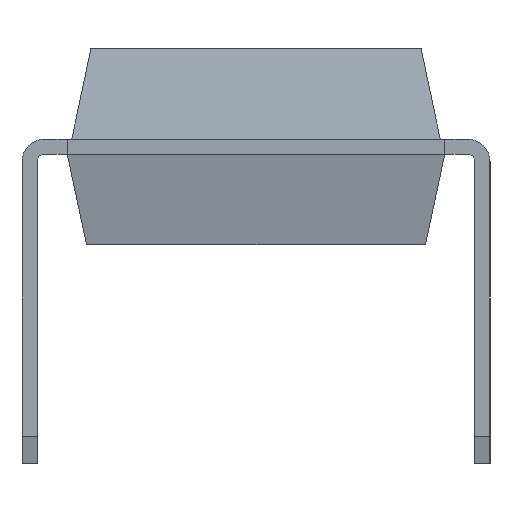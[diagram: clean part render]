
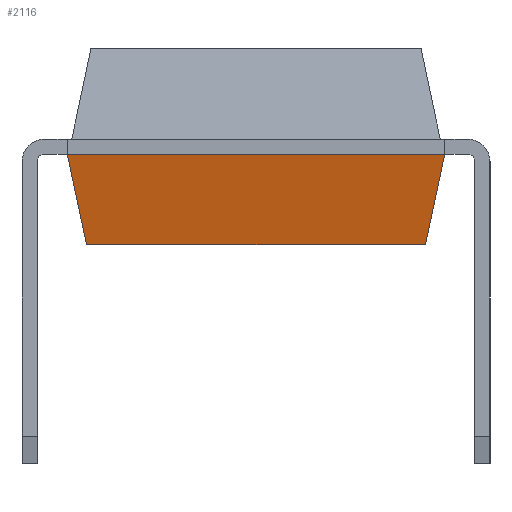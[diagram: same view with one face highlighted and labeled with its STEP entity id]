
A CAD part, front view. The second image highlights one B-rep face of the part: STEP entity #2116.
In plain terms, the highlighted free-form (B-spline) face has degree [1, 1] with [2, 2] control points.
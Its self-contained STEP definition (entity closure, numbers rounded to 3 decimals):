
#33 = VERTEX_POINT('',#34);
#34 = CARTESIAN_POINT('',(-20.377,-2.851,0.38));
#43 = PLANE('',#44);
#44 = AXIS2_PLACEMENT_3D('',#45,#46,#47);
#45 = CARTESIAN_POINT('',(-20.377,-2.851,0.38));
#46 = DIRECTION('',(0.,0.,-1.));
#47 = DIRECTION('',(0.99,0.139,0.));
#55 = B_SPLINE_SURFACE_WITH_KNOTS('',1,1,(
(#56,#57)
,(#58,#59
)),.UNSPECIFIED.,.F.,.F.,.F.,(2,2),(2,2),(0.,41.402),(0.,1.),
.PIECEWISE_BEZIER_KNOTS.);
#56 = CARTESIAN_POINT('',(-20.377,-2.851,0.38));
#57 = CARTESIAN_POINT('',(-20.701,-3.175,1.903));
#58 = CARTESIAN_POINT('',(20.377,-2.851,0.38));
#59 = CARTESIAN_POINT('',(20.701,-3.175,1.903));
#94 = VERTEX_POINT('',#95);
#95 = CARTESIAN_POINT('',(-20.377,2.851,0.38));
#109 = B_SPLINE_SURFACE_WITH_KNOTS('',1,1,(
(#110,#111)
,(#112,#113
)),.UNSPECIFIED.,.F.,.F.,.F.,(2,2),(2,2),(0.,41.402),(0.,1.),
.PIECEWISE_BEZIER_KNOTS.);
#110 = CARTESIAN_POINT('',(20.377,2.851,0.38));
#111 = CARTESIAN_POINT('',(20.701,3.175,1.903));
#112 = CARTESIAN_POINT('',(-20.377,2.851,0.38));
#113 = CARTESIAN_POINT('',(-20.701,3.175,1.903));
#120 = EDGE_CURVE('',#94,#33,#121,.T.);
#121 = SURFACE_CURVE('',#122,(#126,#133),.PCURVE_S1.);
#122 = LINE('',#123,#124);
#123 = CARTESIAN_POINT('',(-20.377,2.851,0.38));
#124 = VECTOR('',#125,1.);
#125 = DIRECTION('',(0.,-1.,0.));
#126 = PCURVE('',#43,#127);
#127 = DEFINITIONAL_REPRESENTATION('',(#128),#132);
#128 = LINE('',#129,#130);
#129 = CARTESIAN_POINT('',(0.79,-5.648));
#130 = VECTOR('',#131,1.);
#131 = DIRECTION('',(-0.139,0.99));
#132 = ( GEOMETRIC_REPRESENTATION_CONTEXT(2)
PARAMETRIC_REPRESENTATION_CONTEXT() REPRESENTATION_CONTEXT('2D SPACE',''
) );
#133 = PCURVE('',#134,#139);
#134 = B_SPLINE_SURFACE_WITH_KNOTS('',1,1,(
(#135,#136)
,(#137,#138
)),.UNSPECIFIED.,.F.,.F.,.F.,(2,2),(2,2),(0.,6.35),(0.,1.),
.PIECEWISE_BEZIER_KNOTS.);
#135 = CARTESIAN_POINT('',(-20.377,2.851,0.38));
#136 = CARTESIAN_POINT('',(-20.701,3.175,1.903));
#137 = CARTESIAN_POINT('',(-20.377,-2.851,0.38));
#138 = CARTESIAN_POINT('',(-20.701,-3.175,1.903));
#139 = DEFINITIONAL_REPRESENTATION('',(#140),#143);
#140 = B_SPLINE_CURVE_WITH_KNOTS('',1,(#141,#142),.UNSPECIFIED.,.F.,.F.,
(2,2),(0.,5.703),.PIECEWISE_BEZIER_KNOTS.);
#141 = CARTESIAN_POINT('',(0.,0.));
#142 = CARTESIAN_POINT('',(6.35,0.));
#143 = ( GEOMETRIC_REPRESENTATION_CONTEXT(2)
PARAMETRIC_REPRESENTATION_CONTEXT() REPRESENTATION_CONTEXT('2D SPACE',''
) );
#1068 = VERTEX_POINT('',#1069);
#1069 = CARTESIAN_POINT('',(-20.701,-3.175,1.903));
#1095 = EDGE_CURVE('',#33,#1068,#1096,.T.);
#1096 = SURFACE_CURVE('',#1097,(#1100,#1107),.PCURVE_S1.);
#1097 = B_SPLINE_CURVE_WITH_KNOTS('',1,(#1098,#1099),.UNSPECIFIED.,.F.,
.F.,(2,2),(0.,1.),.PIECEWISE_BEZIER_KNOTS.);
#1098 = CARTESIAN_POINT('',(-20.377,-2.851,0.38));
#1099 = CARTESIAN_POINT('',(-20.701,-3.175,1.903));
#1100 = PCURVE('',#55,#1101);
#1101 = DEFINITIONAL_REPRESENTATION('',(#1102),#1106);
#1102 = LINE('',#1103,#1104);
#1103 = CARTESIAN_POINT('',(0.,0.));
#1104 = VECTOR('',#1105,1.);
#1105 = DIRECTION('',(0.,1.));
#1106 = ( GEOMETRIC_REPRESENTATION_CONTEXT(2)
PARAMETRIC_REPRESENTATION_CONTEXT() REPRESENTATION_CONTEXT('2D SPACE',''
) );
#1107 = PCURVE('',#134,#1108);
#1108 = DEFINITIONAL_REPRESENTATION('',(#1109),#1113);
#1109 = LINE('',#1110,#1111);
#1110 = CARTESIAN_POINT('',(6.35,0.));
#1111 = VECTOR('',#1112,1.);
#1112 = DIRECTION('',(0.,1.));
#1113 = ( GEOMETRIC_REPRESENTATION_CONTEXT(2)
PARAMETRIC_REPRESENTATION_CONTEXT() REPRESENTATION_CONTEXT('2D SPACE',''
) );
#1172 = EDGE_CURVE('',#94,#1173,#1175,.T.);
#1173 = VERTEX_POINT('',#1174);
#1174 = CARTESIAN_POINT('',(-20.701,3.175,1.903));
#1175 = SURFACE_CURVE('',#1176,(#1179,#1186),.PCURVE_S1.);
#1176 = B_SPLINE_CURVE_WITH_KNOTS('',1,(#1177,#1178),.UNSPECIFIED.,.F.,
.F.,(2,2),(0.,1.),.PIECEWISE_BEZIER_KNOTS.);
#1177 = CARTESIAN_POINT('',(-20.377,2.851,0.38));
#1178 = CARTESIAN_POINT('',(-20.701,3.175,1.903));
#1179 = PCURVE('',#109,#1180);
#1180 = DEFINITIONAL_REPRESENTATION('',(#1181),#1185);
#1181 = LINE('',#1182,#1183);
#1182 = CARTESIAN_POINT('',(41.402,0.));
#1183 = VECTOR('',#1184,1.);
#1184 = DIRECTION('',(0.,1.));
#1185 = ( GEOMETRIC_REPRESENTATION_CONTEXT(2)
PARAMETRIC_REPRESENTATION_CONTEXT() REPRESENTATION_CONTEXT('2D SPACE',''
) );
#1186 = PCURVE('',#134,#1187);
#1187 = DEFINITIONAL_REPRESENTATION('',(#1188),#1192);
#1188 = LINE('',#1189,#1190);
#1189 = CARTESIAN_POINT('',(0.,0.));
#1190 = VECTOR('',#1191,1.);
#1191 = DIRECTION('',(0.,1.));
#1192 = ( GEOMETRIC_REPRESENTATION_CONTEXT(2)
PARAMETRIC_REPRESENTATION_CONTEXT() REPRESENTATION_CONTEXT('2D SPACE',''
) );
#2116 = ADVANCED_FACE('',(#2117),#134,.T.);
#2117 = FACE_BOUND('',#2118,.T.);
#2118 = EDGE_LOOP('',(#2119,#2120,#2121,#2147));
#2119 = ORIENTED_EDGE('',*,*,#120,.T.);
#2120 = ORIENTED_EDGE('',*,*,#1095,.T.);
#2121 = ORIENTED_EDGE('',*,*,#2122,.F.);
#2122 = EDGE_CURVE('',#1173,#1068,#2123,.T.);
#2123 = SURFACE_CURVE('',#2124,(#2128,#2135),.PCURVE_S1.);
#2124 = LINE('',#2125,#2126);
#2125 = CARTESIAN_POINT('',(-20.701,3.175,1.903));
#2126 = VECTOR('',#2127,1.);
#2127 = DIRECTION('',(0.,-1.,0.));
#2128 = PCURVE('',#134,#2129);
#2129 = DEFINITIONAL_REPRESENTATION('',(#2130),#2134);
#2130 = LINE('',#2131,#2132);
#2131 = CARTESIAN_POINT('',(0.,1.));
#2132 = VECTOR('',#2133,1.);
#2133 = DIRECTION('',(1.,0.));
#2134 = ( GEOMETRIC_REPRESENTATION_CONTEXT(2)
PARAMETRIC_REPRESENTATION_CONTEXT() REPRESENTATION_CONTEXT('2D SPACE',''
) );
#2135 = PCURVE('',#2136,#2141);
#2136 = PLANE('',#2137);
#2137 = AXIS2_PLACEMENT_3D('',#2138,#2139,#2140);
#2138 = CARTESIAN_POINT('',(-20.701,3.175,2.157));
#2139 = DIRECTION('',(-1.,0.,0.));
#2140 = DIRECTION('',(0.,-1.,0.));
#2141 = DEFINITIONAL_REPRESENTATION('',(#2142),#2146);
#2142 = LINE('',#2143,#2144);
#2143 = CARTESIAN_POINT('',(0.,-0.254));
#2144 = VECTOR('',#2145,1.);
#2145 = DIRECTION('',(1.,0.));
#2146 = ( GEOMETRIC_REPRESENTATION_CONTEXT(2)
PARAMETRIC_REPRESENTATION_CONTEXT() REPRESENTATION_CONTEXT('2D SPACE',''
) );
#2147 = ORIENTED_EDGE('',*,*,#1172,.F.);
